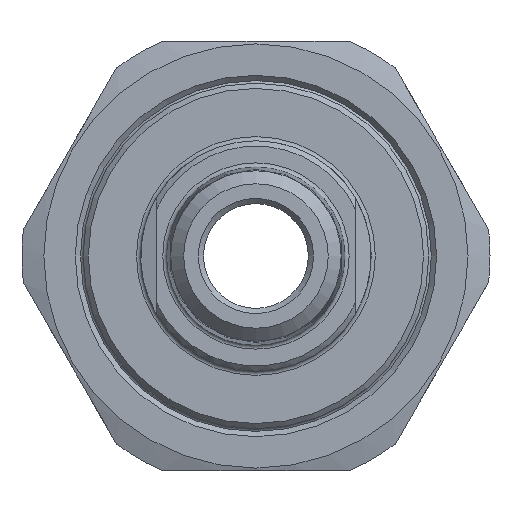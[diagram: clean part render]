
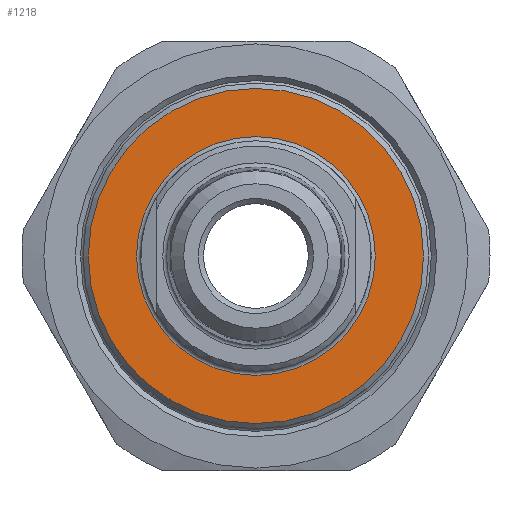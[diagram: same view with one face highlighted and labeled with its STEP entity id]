
A CAD part, left-side view. The second image highlights one B-rep face of the part: STEP entity #1218.
In plain terms, the highlighted planar face has unit normal (-1, 0, 0).
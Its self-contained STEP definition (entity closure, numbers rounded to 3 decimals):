
#78=FACE_BOUND('',#269,.T.);
#106=PLANE('',#1447);
#184=FACE_OUTER_BOUND('',#268,.T.);
#268=EDGE_LOOP('',(#1068));
#269=EDGE_LOOP('',(#1069));
#474=CIRCLE('',#1446,11.4);
#475=CIRCLE('',#1448,16.);
#593=VERTEX_POINT('',#2250);
#594=VERTEX_POINT('',#2254);
#757=EDGE_CURVE('',#593,#593,#474,.T.);
#758=EDGE_CURVE('',#594,#594,#475,.T.);
#1068=ORIENTED_EDGE('',*,*,#758,.F.);
#1069=ORIENTED_EDGE('',*,*,#757,.F.);
#1218=ADVANCED_FACE('',(#184,#78),#106,.T.);
#1446=AXIS2_PLACEMENT_3D('',#2252,#1816,#1817);
#1447=AXIS2_PLACEMENT_3D('',#2253,#1818,#1819);
#1448=AXIS2_PLACEMENT_3D('',#2255,#1820,#1821);
#1816=DIRECTION('center_axis',(-1.,0.,0.));
#1817=DIRECTION('ref_axis',(0.,-1.,0.));
#1818=DIRECTION('center_axis',(-1.,0.,0.));
#1819=DIRECTION('ref_axis',(0.,0.,1.));
#1820=DIRECTION('center_axis',(1.,0.,0.));
#1821=DIRECTION('ref_axis',(0.,-1.,0.));
#2250=CARTESIAN_POINT('',(-11.5,0.,11.4));
#2252=CARTESIAN_POINT('Origin',(-11.5,0.,0.));
#2253=CARTESIAN_POINT('Origin',(-11.5,16.5,0.));
#2254=CARTESIAN_POINT('',(-11.5,16.,0.));
#2255=CARTESIAN_POINT('Origin',(-11.5,0.,0.));
